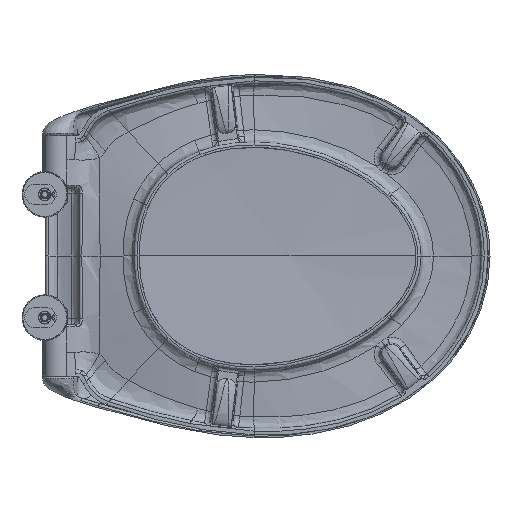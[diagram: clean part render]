
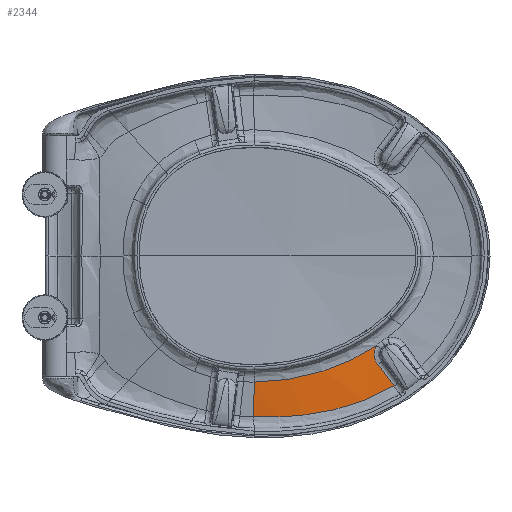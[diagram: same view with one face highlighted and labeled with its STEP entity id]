
A CAD part, front view. The second image highlights one B-rep face of the part: STEP entity #2344.
In plain terms, the highlighted free-form (B-spline) face has degree [2, 4] with [3, 9] control points.
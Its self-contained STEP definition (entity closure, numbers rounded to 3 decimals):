
#255=B_SPLINE_SURFACE_WITH_KNOTS('',2,4,((#33351,#33352,#33353,#33354,#33355,
#33356,#33357,#33358,#33359),(#33360,#33361,#33362,#33363,#33364,#33365,
#33366,#33367,#33368),(#33369,#33370,#33371,#33372,#33373,#33374,#33375,
#33376,#33377)),.UNSPECIFIED.,.F.,.F.,.F.,(3,3),(5,4,5),(0.,1.),(0.,0.01,
1.),.UNSPECIFIED.);
#1026=B_SPLINE_CURVE_WITH_KNOTS('',2,(#31758,#31759,#31760),
 .UNSPECIFIED.,.F.,.F.,(3,3),(0.,1.),.UNSPECIFIED.);
#1063=B_SPLINE_CURVE_WITH_KNOTS('',3,(#33315,#33316,#33317,#33318,#33319,
#33320),.UNSPECIFIED.,.F.,.F.,(4,2,4),(0.,0.5,1.),.UNSPECIFIED.);
#1064=B_SPLINE_CURVE_WITH_KNOTS('',3,(#33322,#33323,#33324,#33325,#33326,
#33327),.UNSPECIFIED.,.F.,.F.,(4,2,4),(0.,0.5,1.),.UNSPECIFIED.);
#1065=B_SPLINE_CURVE_WITH_KNOTS('',6,(#33329,#33330,#33331,#33332,#33333,
#33334,#33335,#33336,#33337,#33338,#33339,#33340,#33341),.UNSPECIFIED.,
 .F.,.F.,(7,6,7),(0.,1.,1.),.UNSPECIFIED.);
#1066=B_SPLINE_CURVE_WITH_KNOTS('',3,(#33343,#33344,#33345,#33346,#33347,
#33348,#33349,#33350),.UNSPECIFIED.,.F.,.F.,(4,2,2,4),(0.,0.5,0.75,1.),
 .UNSPECIFIED.);
#2344=ADVANCED_FACE('NONE',(#2976),#255,.F.);
#2976=FACE_OUTER_BOUND('',#3556,.T.);
#3556=EDGE_LOOP('',(#5225,#5226,#5227,#5228,#5229));
#5225=ORIENTED_EDGE('',*,*,#8173,.F.);
#5226=ORIENTED_EDGE('',*,*,#8133,.T.);
#5227=ORIENTED_EDGE('',*,*,#8174,.F.);
#5228=ORIENTED_EDGE('',*,*,#8175,.F.);
#5229=ORIENTED_EDGE('',*,*,#8176,.F.);
#7058=VERTEX_POINT('',#31757);
#7059=VERTEX_POINT('',#31761);
#7084=VERTEX_POINT('',#33321);
#7085=VERTEX_POINT('',#33328);
#7086=VERTEX_POINT('',#33342);
#8133=EDGE_CURVE('NONE',#7059,#7058,#1026,.T.);
#8173=EDGE_CURVE('NONE',#7059,#7084,#1063,.T.);
#8174=EDGE_CURVE('NONE',#7085,#7058,#1064,.T.);
#8175=EDGE_CURVE('NONE',#7086,#7085,#1065,.T.);
#8176=EDGE_CURVE('NONE',#7084,#7086,#1066,.T.);
#31757=CARTESIAN_POINT('',(198.615,-7.884,-162.662));
#31758=CARTESIAN_POINT('',(198.748,-10.899,-127.671));
#31759=CARTESIAN_POINT('',(198.683,-9.281,-145.166));
#31760=CARTESIAN_POINT('',(198.615,-7.884,-162.662));
#31761=CARTESIAN_POINT('',(198.748,-10.899,-127.671));
#33315=CARTESIAN_POINT('',(198.748,-10.899,-127.671));
#33316=CARTESIAN_POINT('',(220.645,-11.032,-127.732));
#33317=CARTESIAN_POINT('',(242.514,-10.838,-124.321));
#33318=CARTESIAN_POINT('',(284.493,-10.218,-111.854));
#33319=CARTESIAN_POINT('',(304.7,-9.742,-102.793));
#33320=CARTESIAN_POINT('',(322.898,-9.22,-90.624));
#33321=CARTESIAN_POINT('',(322.898,-9.22,-90.624));
#33322=CARTESIAN_POINT('',(340.324,-11.124,-131.58));
#33323=CARTESIAN_POINT('',(319.277,-10.874,-144.177));
#33324=CARTESIAN_POINT('',(295.845,-10.404,-152.549));
#33325=CARTESIAN_POINT('',(247.776,-9.262,-162.297));
#33326=CARTESIAN_POINT('',(223.111,-8.621,-163.723));
#33327=CARTESIAN_POINT('',(198.615,-7.884,-162.662));
#33328=CARTESIAN_POINT('',(340.324,-11.124,-131.58));
#33329=CARTESIAN_POINT('',(324.182,-9.47,-109.989));
#33330=CARTESIAN_POINT('',(326.84,-9.578,-113.63));
#33331=CARTESIAN_POINT('',(329.523,-9.755,-117.269));
#33332=CARTESIAN_POINT('',(332.206,-9.998,-120.871));
#33333=CARTESIAN_POINT('',(334.898,-10.306,-124.453));
#33334=CARTESIAN_POINT('',(337.613,-10.683,-128.034));
#33335=CARTESIAN_POINT('',(340.324,-11.124,-131.58));
#33336=CARTESIAN_POINT('',(340.324,-11.124,-131.58));
#33337=CARTESIAN_POINT('',(340.324,-11.124,-131.58));
#33338=CARTESIAN_POINT('',(340.324,-11.124,-131.58));
#33339=CARTESIAN_POINT('',(340.324,-11.124,-131.58));
#33340=CARTESIAN_POINT('',(340.324,-11.124,-131.58));
#33341=CARTESIAN_POINT('',(340.324,-11.124,-131.58));
#33342=CARTESIAN_POINT('',(324.182,-9.47,-109.989));
#33343=CARTESIAN_POINT('',(322.898,-9.22,-90.624));
#33344=CARTESIAN_POINT('',(320.896,-9.273,-93.467));
#33345=CARTESIAN_POINT('',(319.96,-9.291,-97.023));
#33346=CARTESIAN_POINT('',(320.382,-9.332,-102.226));
#33347=CARTESIAN_POINT('',(320.818,-9.349,-103.934));
#33348=CARTESIAN_POINT('',(322.198,-9.397,-107.121));
#33349=CARTESIAN_POINT('',(323.157,-9.428,-108.586));
#33350=CARTESIAN_POINT('',(324.182,-9.47,-109.989));
#33351=CARTESIAN_POINT('',(358.69,-8.923,2.085));
#33352=CARTESIAN_POINT('',(358.689,-8.923,1.564));
#33353=CARTESIAN_POINT('',(358.688,-8.923,1.042));
#33354=CARTESIAN_POINT('',(358.687,-8.923,0.521));
#33355=CARTESIAN_POINT('',(358.686,-8.923,0.));
#33356=CARTESIAN_POINT('',(358.599,-8.93,-52.116));
#33357=CARTESIAN_POINT('',(306.165,-10.433,-92.588));
#33358=CARTESIAN_POINT('',(238.936,-12.69,-104.612));
#33359=CARTESIAN_POINT('',(198.833,-13.112,-104.761));
#33360=CARTESIAN_POINT('',(396.017,-3.401,2.465));
#33361=CARTESIAN_POINT('',(396.017,-3.401,1.848));
#33362=CARTESIAN_POINT('',(396.017,-3.401,1.232));
#33363=CARTESIAN_POINT('',(396.017,-3.401,0.616));
#33364=CARTESIAN_POINT('',(396.017,-3.401,0.));
#33365=CARTESIAN_POINT('',(396.017,-3.398,-61.617));
#33366=CARTESIAN_POINT('',(354.349,-7.296,-137.918));
#33367=CARTESIAN_POINT('',(248.293,-9.525,-147.683));
#33368=CARTESIAN_POINT('',(198.676,-8.769,-147.876));
#33369=CARTESIAN_POINT('',(438.771,-15.027,2.897));
#33370=CARTESIAN_POINT('',(438.769,-15.026,2.173));
#33371=CARTESIAN_POINT('',(438.767,-15.026,1.448));
#33372=CARTESIAN_POINT('',(438.765,-15.025,0.724));
#33373=CARTESIAN_POINT('',(438.763,-15.025,0.));
#33374=CARTESIAN_POINT('',(438.585,-14.981,-72.434));
#33375=CARTESIAN_POINT('',(393.917,-18.717,-177.313));
#33376=CARTESIAN_POINT('',(257.587,-9.089,-190.849));
#33377=CARTESIAN_POINT('',(198.503,-5.766,-190.99));
